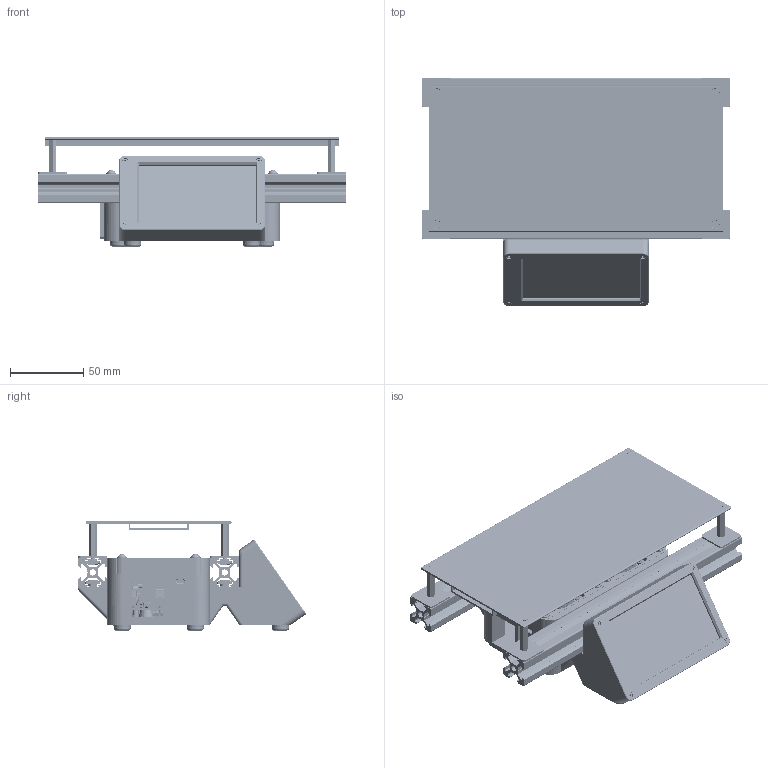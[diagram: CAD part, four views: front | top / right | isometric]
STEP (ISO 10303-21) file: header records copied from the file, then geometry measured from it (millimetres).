
FILE_DESCRIPTION(/* description */ (''),/* implementation_level */ '2;1');
FILE_NAME(/* name */ 'PCB-Heater_2.step',/* time_stamp */ '2023-02-05T02:08:01+03:00',/* author */ (''),/* organization */ (''),/* preprocessor_version */ 'ST-DEVELOPER v19.2',/* originating_system */ 'Autodesk Translation Framework v11.17.0.187',/* authorisation */ '');
FILE_SCHEMA (('AUTOMOTIVE_DESIGN { 1 0 10303 214 3 1 1 }'));
Products named in the file (124): PCB-Heater_2; 2020 v-slot 230mm aluminium extrusion v2; Plate; Heater plate; Brass standoff; Washer-plate; M3x6 Flat Head Screw; T_Slot_Nut_Dropin_2020 m3 v1; pcb-heater_PCB; TerminalBlock_Phoenix_PT-1,5-2-5.0-H_1x02_P5.00mm_Horizontal; R_0805_2012Metric; C_0805_2012Metric; JST_XH_B2B-XH-A_1x02_P2.50mm_Vertical; Crystal_HC49-4H_Vertical; SOLID (4); SOT-23; PinHeader_2x07_P1.27mm_Vertical_SMD; SOLID (6); Hi-Link_HLK_5W; COMPOUND; PinHeader_1x03_P2.54mm_Vertical; SOLID (7); L_Commonmode_7x8mm; COMPOUND (1); JST_PH_B8B-PH-K_1x08_P2.00mm_Vertical; L_0805_2012Metric; SOLID (9); LED_0805_2012Metric; SOLID (10); SMD-fuse-holder-for-1808-fuse_with_fuse; COMPOUND (2); Buzzer_5020; SOLID (11); TO-220-3_Vertical; SOLID (12); RV_Disc_D12mm_W4.2mm_P7.5mm; SOLID (13); C_Rect_L13.0mm_W6.0mm_P10.00mm_FKS3_FKP3_MKS4; SOLID (14); fuse_smd1812 ...
Assembly tree (210 placements, depth 4):
  PCB-Heater_2
    2020 v-slot 230mm aluminium extrusion v2  x2
    Plate
      Heater plate
      Brass standoff  x4
      Washer-plate  x4
      M3x6 Flat Head Screw  x4
      T_Slot_Nut_Dropin_2020 m3 v1  x4
    pcb-heater_PCB
      TerminalBlock_Phoenix_PT-1,5-2-5.0-H_1x02_P5.00mm_Horizontal
        SOLID
      R_0805_2012Metric
        SOLID (1)
      C_0805_2012Metric
        SOLID (2)
      JST_XH_B2B-XH-A_1x02_P2.50mm_Vertical
        SOLID (3)
      Crystal_HC49-4H_Vertical
        SOLID (4)
      SOT-23
        SOLID (5)
      PinHeader_2x07_P1.27mm_Vertical_SMD
        SOLID (6)
      Hi-Link_HLK_5W
        COMPOUND
      PinHeader_1x03_P2.54mm_Vertical
        SOLID (7)
      L_Commonmode_7x8mm
        COMPOUND (1)
      JST_PH_B8B-PH-K_1x08_P2.00mm_Vertical
        SOLID (8)
      L_0805_2012Metric
        SOLID (9)
      LED_0805_2012Metric
        SOLID (10)
      SMD-fuse-holder-for-1808-fuse_with_fuse
        COMPOUND (2)
      Buzzer_5020
        SOLID (11)
      TO-220-3_Vertical
        SOLID (12)
      RV_Disc_D12mm_W4.2mm_P7.5mm
        SOLID (13)
      C_Rect_L13.0mm_W6.0mm_P10.00mm_FKS3_FKP3_MKS4
        SOLID (14)
      fuse_smd1812
        SOLID (15)
      SMD-4
        COMPOUND (3)
      SOIC-8_3.9x4.9mm_P1.27mm
        SOLID (16)
      R_1206_3216Metric
        SOLID (17)
      LQFP-64_10x10mm_P0.5mm
        SOLID (18)
      CP_Elec_6.3x7.7
        SOLID (19)
      SOT-223
        SOLID (20)
      DIP-6_W8.89mm_SMDSocket
Bounding box: 210 x 155.19 x 74.4 mm (x, y, z)
Volume: 357437.8 mm3; surface area: 326526.9 mm2
Topology: 152 solids, 155 shells, 10761 faces, 29075 edges, 18847 vertices
Faces by surface type: plane 5403, cylinder 3447, bspline 1601, cone 264, torus 24, sphere 22
Full cylindrical faces by diameter (mm): 0.2 x4, 0.5 x36, 0.6 x5, 0.7 x4, 0.72 x2, 0.743 x1, 0.75 x16, 0.8 x8, 0.864 x1, 1 x39, 1.1 x3, 1.2 x4, 1.3 x6, 1.48 x112, 1.95 x4, 2 x112, 2.1 x4, 2.2 x8, 2.35 x202, 2.356 x12, 2.529 x44, 2.927 x24, 3 x232, 3.086 x36, 3.2 x10, 3.6 x10, 3.7 x4, 3.735 x1, 3.8 x10, 3.961 x52
Entity records: 188133 total; most frequent: CARTESIAN_POINT 57770, ORIENTED_EDGE 26492, DIRECTION 25304, EDGE_CURVE 13248, LINE 9552, VECTOR 9552, VERTEX_POINT 8486, AXIS2_PLACEMENT_3D 7876
